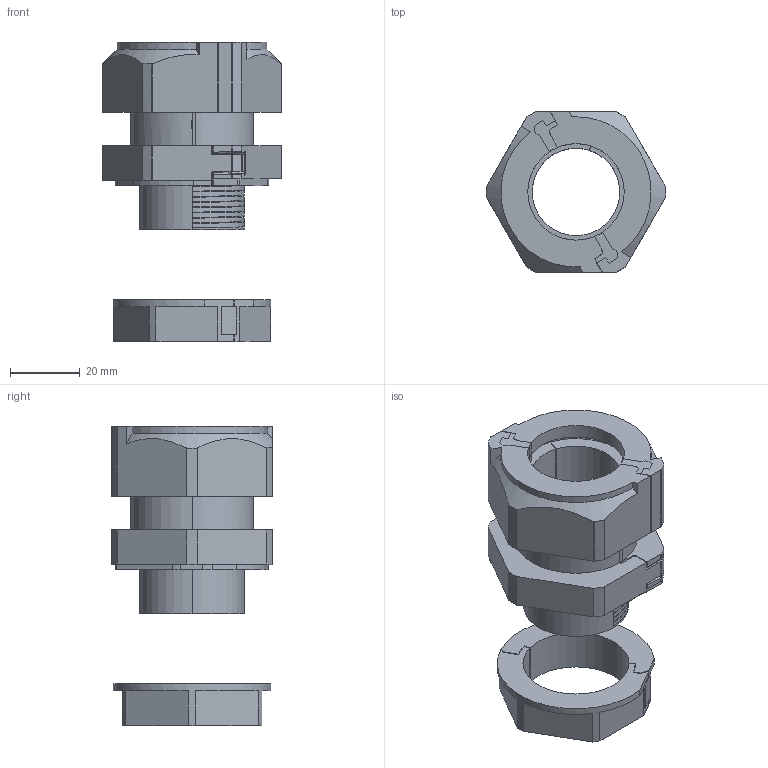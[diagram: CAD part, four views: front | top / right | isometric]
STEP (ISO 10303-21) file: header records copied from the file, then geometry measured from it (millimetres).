
FILE_DESCRIPTION (( 'STEP AP214' ), '1' );
FILE_NAME ('2024980.STP', '2020-04-22T08:21:33', ( '' ), ( '' ), 'SwSTEP 2.0', 'SolidWorks 2018', '' );
FILE_SCHEMA (( 'AUTOMOTIVE_DESIGN' ));
Length unit declared in the file: millimetre
Products named in the file (13): 111632; 111567_20-25; 251570; 2024980; 111633; 111635; 111631; 111629_Standard; 111634; 111641; 111630; 111638; 111636
Assembly tree (13 placements, depth 4):
  2024980
    111630
      111635
        251570
        111638
        111636
      111633
    111631
      111634
      111632
    111629_Standard  x2
    111567_20-25
    111641
Bounding box: 51.29 x 45.9 x 85.52 mm (x, y, z)
Volume: 50865.7 mm3; surface area: 34556.9 mm2
Topology: 10 solids, 15 shells, 656 faces, 1909 edges, 1265 vertices
Faces by surface type: plane 271, cylinder 255, bspline 118, cone 10, torus 2
Entity records: 25742 total; most frequent: CARTESIAN_POINT 9264, ORIENTED_EDGE 3444, DIRECTION 2583, EDGE_CURVE 1722, VERTEX_POINT 1154, LINE 869, VECTOR 869, AXIS2_PLACEMENT_3D 857
